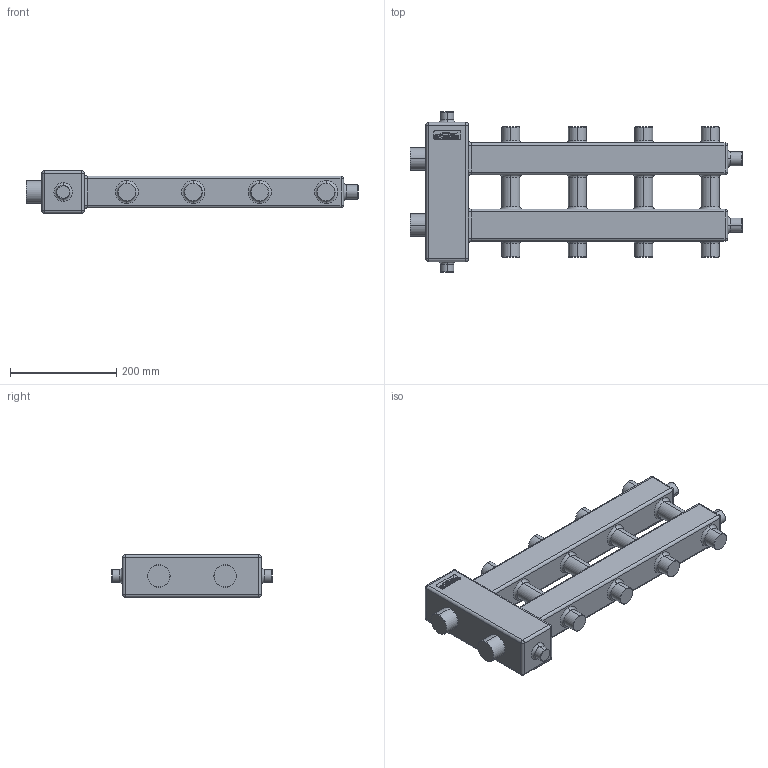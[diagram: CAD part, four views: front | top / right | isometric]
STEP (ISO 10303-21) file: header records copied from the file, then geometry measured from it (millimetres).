
FILE_DESCRIPTION (( 'STEP AP214' ), '1' );
FILE_NAME ('BM-60-5DU.10.STEP', '2016-12-26T06:45:05', ( '' ), ( '' ), 'SwSTEP 2.0', 'SolidWorks 2015', '' );
FILE_SCHEMA (( 'AUTOMOTIVE_DESIGN' ));
Length unit declared in the file: millimetre
Products named in the file (1): BM-60-5DU.10
Bounding box: 625 x 302 x 81 mm (x, y, z)
Volume: 5753981.3 mm3; surface area: 374101.6 mm2
Topology: 1 solids, 1 shells, 724 faces, 1948 edges, 1248 vertices
Faces by surface type: bspline 344, plane 208, cylinder 80, torus 48, cone 28, sphere 16
Entity records: 24750 total; most frequent: CARTESIAN_POINT 8389, ORIENTED_EDGE 3864, DIRECTION 2298, EDGE_CURVE 1932, VERTEX_POINT 1248, LINE 944, VECTOR 944, EDGE_LOOP 770
